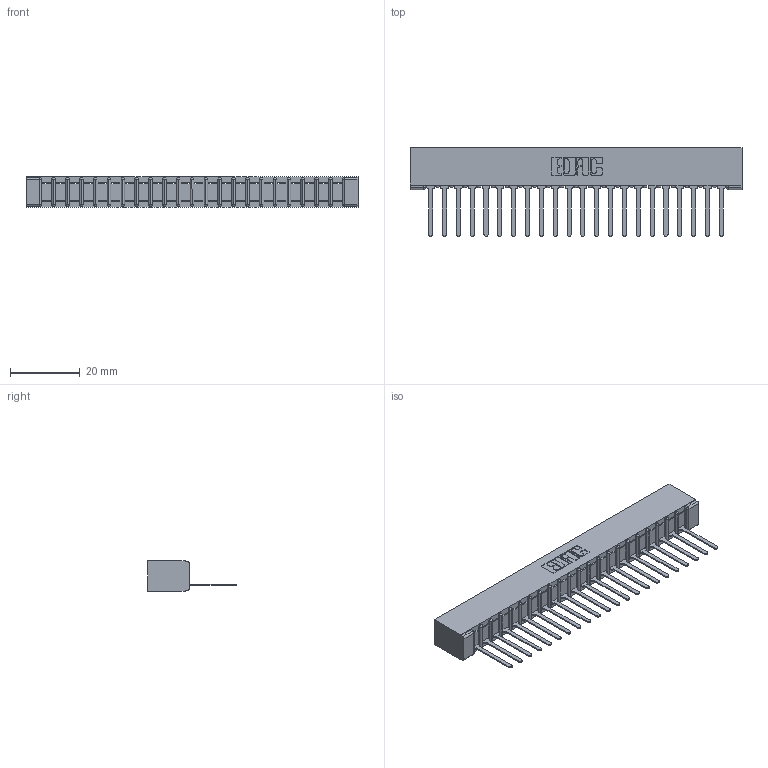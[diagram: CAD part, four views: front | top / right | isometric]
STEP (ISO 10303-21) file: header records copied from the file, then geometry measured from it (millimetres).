
FILE_DESCRIPTION (( 'STEP AP203' ), '1' );
FILE_NAME ('357-022-547-101.STEP', '2019-09-14T00:10:45', ( '' ), ( '' ), 'SwSTEP 2.0', 'SolidWorks 2016', '' );
FILE_SCHEMA (( 'CONFIG_CONTROL_DESIGN' ));
Length unit declared in the file: inch
Products named in the file (3): 307-290-001_547; 357-022-547-101; 307 Part_No Mounting Lugs
Assembly tree (23 placements, depth 2):
  357-022-547-101
    307 Part_No Mounting Lugs
    307-290-001_547  x22
Bounding box: 95.05 x 25.43 x 8.71 mm (x, y, z)
Volume: 6250.4 mm3; surface area: 10302.8 mm2
Topology: 23 solids, 23 shells, 1365 faces, 3863 edges, 2482 vertices
Faces by surface type: plane 880, cylinder 439, sphere 46
Entity records: 21016 total; most frequent: CARTESIAN_POINT 3532, ORIENTED_EDGE 3518, DIRECTION 3445, EDGE_CURVE 1759, LINE 1343, VECTOR 1343, VERTEX_POINT 1138, AXIS2_PLACEMENT_3D 1051
